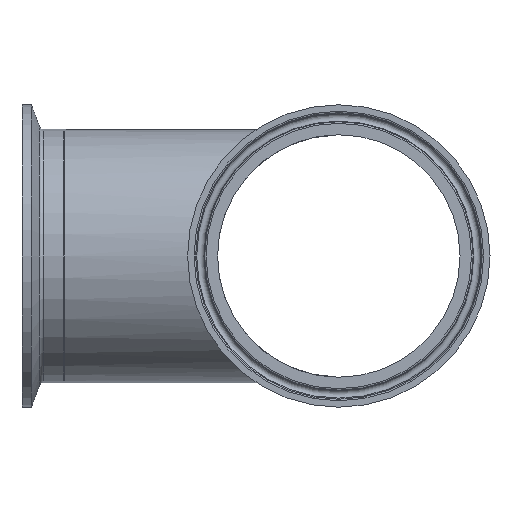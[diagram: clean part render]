
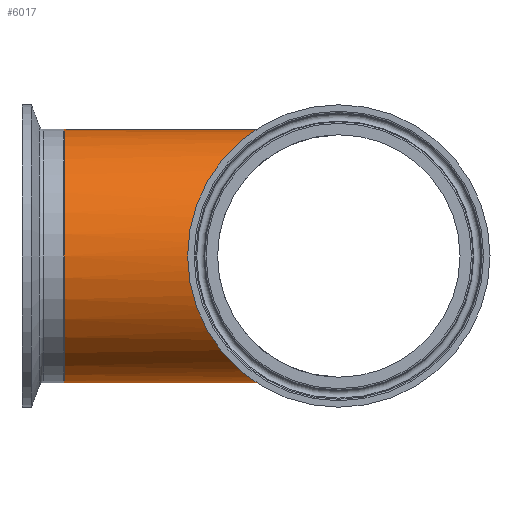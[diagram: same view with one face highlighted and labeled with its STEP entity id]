
A CAD part, left-side view. The second image highlights one B-rep face of the part: STEP entity #6017.
In plain terms, the highlighted cylindrical face has radius 38.1 mm (diameter 76.2 mm), a full revolution.
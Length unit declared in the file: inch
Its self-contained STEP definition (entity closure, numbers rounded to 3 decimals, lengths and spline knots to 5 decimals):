
#64=ELLIPSE('',#6291,2.12132,1.5);
#65=ELLIPSE('',#6292,2.12132,1.5);
#151=FACE_BOUND('',#1191,.T.);
#769=FACE_OUTER_BOUND('',#1190,.T.);
#1190=EDGE_LOOP('',(#5537,#5538));
#1191=EDGE_LOOP('',(#5539));
#1334=CIRCLE('',#6362,1.5);
#2941=VERTEX_POINT('',#12872);
#2942=VERTEX_POINT('',#12873);
#2975=VERTEX_POINT('',#12977);
#3794=EDGE_CURVE('',#2941,#2942,#64,.T.);
#3795=EDGE_CURVE('',#2942,#2941,#65,.T.);
#3828=EDGE_CURVE('',#2975,#2975,#1334,.T.);
#5537=ORIENTED_EDGE('',*,*,#3795,.F.);
#5538=ORIENTED_EDGE('',*,*,#3794,.F.);
#5539=ORIENTED_EDGE('',*,*,#3828,.F.);
#5593=CYLINDRICAL_SURFACE('',#6397,1.5);
#6017=ADVANCED_FACE('',(#769,#151),#5593,.T.);
#6291=AXIS2_PLACEMENT_3D('',#12874,#7319,#7320);
#6292=AXIS2_PLACEMENT_3D('',#12875,#7321,#7322);
#6362=AXIS2_PLACEMENT_3D('',#12978,#7461,#7462);
#6397=AXIS2_PLACEMENT_3D('',#13031,#7531,#7532);
#7319=DIRECTION('center_axis',(0.707,-0.707,0.));
#7320=DIRECTION('ref_axis',(-0.707,-0.707,0.));
#7321=DIRECTION('center_axis',(-0.707,-0.707,0.));
#7322=DIRECTION('ref_axis',(-0.707,0.707,0.));
#7461=DIRECTION('center_axis',(0.,1.,0.));
#7462=DIRECTION('ref_axis',(1.,0.,0.));
#7531=DIRECTION('center_axis',(0.,1.,0.));
#7532=DIRECTION('ref_axis',(-1.,0.,0.));
#12872=CARTESIAN_POINT('',(0.,0.,
-1.5));
#12873=CARTESIAN_POINT('',(0.,0.,
1.5));
#12874=CARTESIAN_POINT('Origin',(0.,0.,0.));
#12875=CARTESIAN_POINT('Origin',(0.,0.,0.));
#12977=CARTESIAN_POINT('',(-1.5,3.25,0.));
#12978=CARTESIAN_POINT('Origin',(0.,3.25,0.));
#13031=CARTESIAN_POINT('Origin',(0.,1.625,0.));
